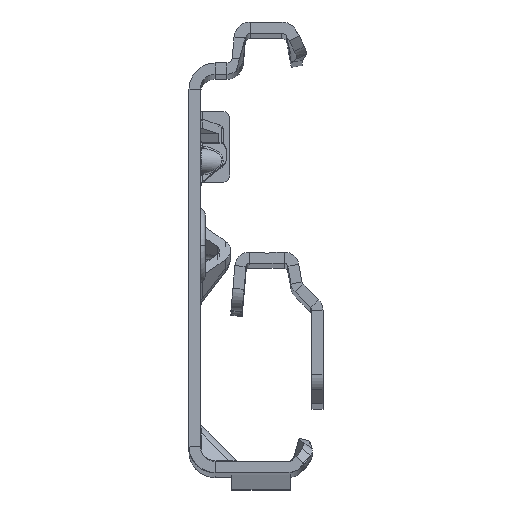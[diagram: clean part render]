
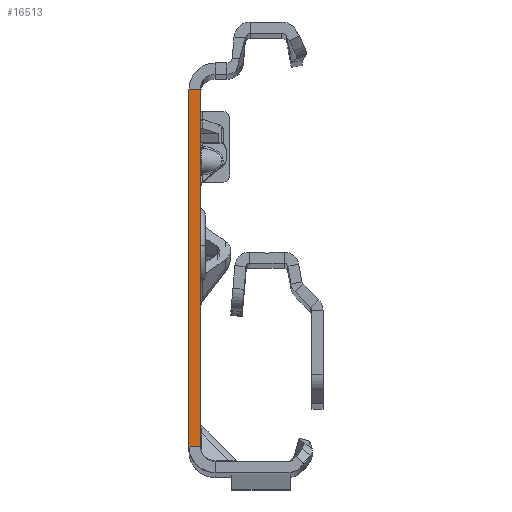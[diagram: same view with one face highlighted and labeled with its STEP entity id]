
A CAD part, top view. The second image highlights one B-rep face of the part: STEP entity #16513.
In plain terms, the highlighted planar face has unit normal (0, 0, 1).
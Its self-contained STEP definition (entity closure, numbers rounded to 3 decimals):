
#1363 = CARTESIAN_POINT ( 'NONE',  ( 0., 22.135, 0. ) ) ;
#1457 = ORIENTED_EDGE ( 'NONE', *, *, #33032, .F. ) ;
#2669 = ORIENTED_EDGE ( 'NONE', *, *, #45062, .F. ) ;
#4915 = VECTOR ( 'NONE', #38940, 1000. ) ;
#6651 = AXIS2_PLACEMENT_3D ( 'NONE', #14201, #31108, #10597 ) ;
#8374 = CARTESIAN_POINT ( 'NONE',  ( 0., -25.865, 0. ) ) ;
#10597 = DIRECTION ( 'NONE',  ( 1., 0., 0. ) ) ;
#11047 = EDGE_CURVE ( 'NONE', #21070, #48507, #26306, .T. ) ;
#12613 = EDGE_LOOP ( 'NONE', ( #1457, #47572, #28598, #2669 ) ) ;
#12790 = LINE ( 'NONE', #8374, #14525 ) ;
#13610 = DIRECTION ( 'NONE',  ( -1., 0., 0. ) ) ;
#14201 = CARTESIAN_POINT ( 'NONE',  ( -1.5, -27.865, 0. ) ) ;
#14525 = VECTOR ( 'NONE', #13610, 1000. ) ;
#14633 = CARTESIAN_POINT ( 'NONE',  ( 0., -25.865, 0. ) ) ;
#16513 = ADVANCED_FACE ( 'NONE', ( #22809 ), #31397, .T. ) ;
#17567 = VERTEX_POINT ( 'NONE', #14633 ) ;
#18741 = VECTOR ( 'NONE', #42643, 1000. ) ;
#18994 = LINE ( 'NONE', #34792, #4915 ) ;
#19182 = CARTESIAN_POINT ( 'NONE',  ( -1.5, 22.135, 0. ) ) ;
#21070 = VERTEX_POINT ( 'NONE', #49838 ) ;
#22809 = FACE_OUTER_BOUND ( 'NONE', #12613, .T. ) ;
#26306 = LINE ( 'NONE', #1363, #18741 ) ;
#27232 = VECTOR ( 'NONE', #44157, 1000. ) ;
#28598 = ORIENTED_EDGE ( 'NONE', *, *, #53550, .T. ) ;
#31108 = DIRECTION ( 'NONE',  ( 0., 0., 1. ) ) ;
#31159 = LINE ( 'NONE', #40291, #27232 ) ;
#31397 = PLANE ( 'NONE',  #6651 ) ;
#33032 = EDGE_CURVE ( 'NONE', #21070, #17567, #18994, .T. ) ;
#34792 = CARTESIAN_POINT ( 'NONE',  ( 0., -27.865, 0. ) ) ;
#38940 = DIRECTION ( 'NONE',  ( 0., -1., 0. ) ) ;
#39489 = VERTEX_POINT ( 'NONE', #41104 ) ;
#40291 = CARTESIAN_POINT ( 'NONE',  ( -1.5, -27.865, 0. ) ) ;
#41104 = CARTESIAN_POINT ( 'NONE',  ( -1.5, -25.865, 0. ) ) ;
#42643 = DIRECTION ( 'NONE',  ( -1., 0., 0. ) ) ;
#44157 = DIRECTION ( 'NONE',  ( 0., -1., 0. ) ) ;
#45062 = EDGE_CURVE ( 'NONE', #17567, #39489, #12790, .T. ) ;
#47572 = ORIENTED_EDGE ( 'NONE', *, *, #11047, .T. ) ;
#48507 = VERTEX_POINT ( 'NONE', #19182 ) ;
#49838 = CARTESIAN_POINT ( 'NONE',  ( 0., 22.135, 0. ) ) ;
#53550 = EDGE_CURVE ( 'NONE', #48507, #39489, #31159, .T. ) ;
